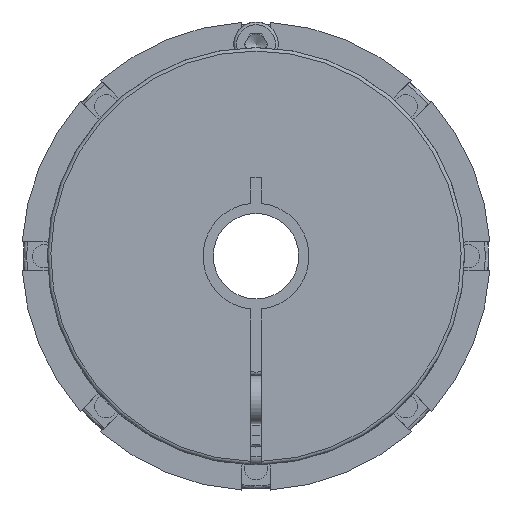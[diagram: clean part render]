
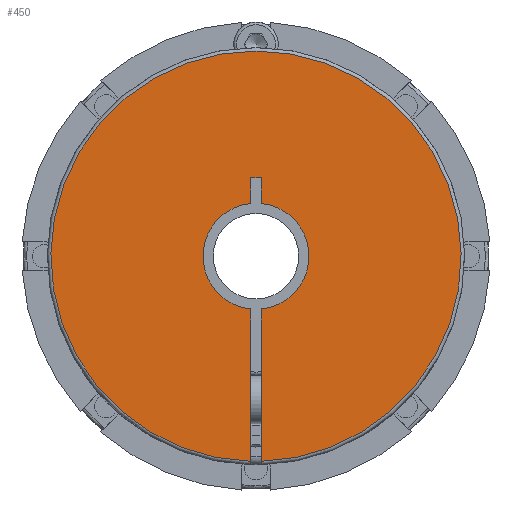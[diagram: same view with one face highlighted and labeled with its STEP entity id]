
A CAD part, left-side view. The second image highlights one B-rep face of the part: STEP entity #450.
In plain terms, the highlighted planar face has unit normal (-1, 0, 0).
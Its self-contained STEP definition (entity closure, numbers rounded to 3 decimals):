
#450 = ADVANCED_FACE( '', ( #1225 ), #1226, .T. );
#1225 = FACE_OUTER_BOUND( '', #2457, .T. );
#1226 = PLANE( '', #2458 );
#2457 = EDGE_LOOP( '', ( #3903, #3904, #3905, #3906, #3907, #3908, #3909, #3910 ) );
#2458 = AXIS2_PLACEMENT_3D( '', #3911, #3912, #3913 );
#3903 = ORIENTED_EDGE( '', *, *, #6605, .F. );
#3904 = ORIENTED_EDGE( '', *, *, #6606, .T. );
#3905 = ORIENTED_EDGE( '', *, *, #6607, .F. );
#3906 = ORIENTED_EDGE( '', *, *, #6608, .F. );
#3907 = ORIENTED_EDGE( '', *, *, #6609, .F. );
#3908 = ORIENTED_EDGE( '', *, *, #6610, .F. );
#3909 = ORIENTED_EDGE( '', *, *, #6611, .F. );
#3910 = ORIENTED_EDGE( '', *, *, #6612, .F. );
#3911 = CARTESIAN_POINT( '', ( -96.5, 0., 15.5 ) );
#3912 = DIRECTION( '', ( -1., 0., 0. ) );
#3913 = DIRECTION( '', ( 0., 0., 1. ) );
#6605 = EDGE_CURVE( '', #7868, #7869, #7870, .T. );
#6606 = EDGE_CURVE( '', #7868, #7871, #7872, .T. );
#6607 = EDGE_CURVE( '', #7873, #7871, #7874, .T. );
#6608 = EDGE_CURVE( '', #7875, #7873, #7876, .T. );
#6609 = EDGE_CURVE( '', #7877, #7875, #7878, .T. );
#6610 = EDGE_CURVE( '', #7879, #7877, #7880, .T. );
#6611 = EDGE_CURVE( '', #7881, #7879, #7882, .T. );
#6612 = EDGE_CURVE( '', #7869, #7881, #7883, .T. );
#7868 = VERTEX_POINT( '', #10243 );
#7869 = VERTEX_POINT( '', #10244 );
#7870 = LINE( '', #10245, #10246 );
#7871 = VERTEX_POINT( '', #10247 );
#7872 = CIRCLE( '', #10248, 60. );
#7873 = VERTEX_POINT( '', #10249 );
#7874 = LINE( '', #10250, #10251 );
#7875 = VERTEX_POINT( '', #10252 );
#7876 = CIRCLE( '', #10253, 15.5 );
#7877 = VERTEX_POINT( '', #10254 );
#7878 = LINE( '', #10255, #10256 );
#7879 = VERTEX_POINT( '', #10257 );
#7880 = LINE( '', #10258, #10259 );
#7881 = VERTEX_POINT( '', #10260 );
#7882 = LINE( '', #10261, #10262 );
#7883 = CIRCLE( '', #10263, 15.5 );
#10243 = CARTESIAN_POINT( '', ( -96.5, -1.5, -59.981 ) );
#10244 = CARTESIAN_POINT( '', ( -96.5, -1.5, -15.427 ) );
#10245 = CARTESIAN_POINT( '', ( -96.5, -1.5, 23. ) );
#10246 = VECTOR( '', #13497, 1000. );
#10247 = CARTESIAN_POINT( '', ( -96.5, 1.5, -59.981 ) );
#10248 = AXIS2_PLACEMENT_3D( '', #13498, #13499, #13500 );
#10249 = CARTESIAN_POINT( '', ( -96.5, 1.5, -15.427 ) );
#10250 = CARTESIAN_POINT( '', ( -96.5, 1.5, 23. ) );
#10251 = VECTOR( '', #13501, 1000. );
#10252 = CARTESIAN_POINT( '', ( -96.5, 1.5, 15.427 ) );
#10253 = AXIS2_PLACEMENT_3D( '', #13502, #13503, #13504 );
#10254 = CARTESIAN_POINT( '', ( -96.5, 1.5, 23. ) );
#10255 = CARTESIAN_POINT( '', ( -96.5, 1.5, 23. ) );
#10256 = VECTOR( '', #13505, 1000. );
#10257 = CARTESIAN_POINT( '', ( -96.5, -1.5, 23. ) );
#10258 = CARTESIAN_POINT( '', ( -96.5, 1.5, 23. ) );
#10259 = VECTOR( '', #13506, 1000. );
#10260 = CARTESIAN_POINT( '', ( -96.5, -1.5, 15.427 ) );
#10261 = CARTESIAN_POINT( '', ( -96.5, -1.5, 23. ) );
#10262 = VECTOR( '', #13507, 1000. );
#10263 = AXIS2_PLACEMENT_3D( '', #13508, #13509, #13510 );
#13497 = DIRECTION( '', ( 0., 0., 1. ) );
#13498 = CARTESIAN_POINT( '', ( -96.5, 0., 0. ) );
#13499 = DIRECTION( '', ( -1., 0., 0. ) );
#13500 = DIRECTION( '', ( 0., 0., 1. ) );
#13501 = DIRECTION( '', ( 0., 0., -1. ) );
#13502 = CARTESIAN_POINT( '', ( -96.5, 0., 0. ) );
#13503 = DIRECTION( '', ( -1., 0., 0. ) );
#13504 = DIRECTION( '', ( 0., 0., 1. ) );
#13505 = DIRECTION( '', ( 0., 0., -1. ) );
#13506 = DIRECTION( '', ( 0., 1., 0. ) );
#13507 = DIRECTION( '', ( 0., 0., 1. ) );
#13508 = CARTESIAN_POINT( '', ( -96.5, 0., 0. ) );
#13509 = DIRECTION( '', ( -1., 0., 0. ) );
#13510 = DIRECTION( '', ( 0., 0., 1. ) );
